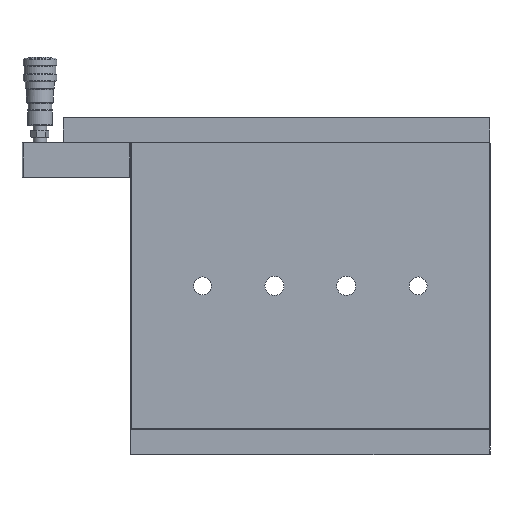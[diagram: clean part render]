
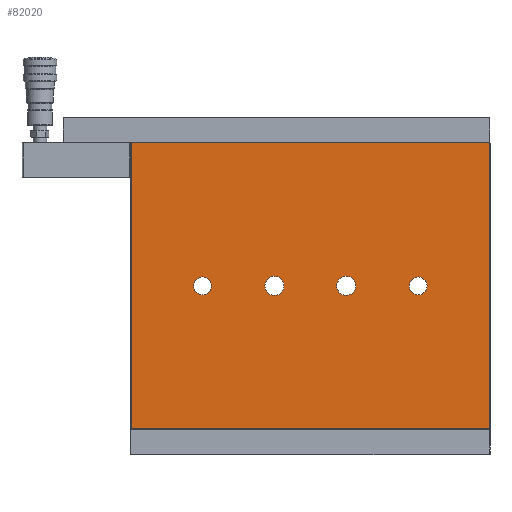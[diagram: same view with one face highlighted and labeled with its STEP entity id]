
A CAD part, front view. The second image highlights one B-rep face of the part: STEP entity #82020.
In plain terms, the highlighted planar face has unit normal (0, -1, 0).
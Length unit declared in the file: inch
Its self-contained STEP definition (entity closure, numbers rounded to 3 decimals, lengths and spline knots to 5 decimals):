
#141 = CARTESIAN_POINT ( 'NONE',  ( 4.97, 0., 3.98 ) ) ;
#522 = VERTEX_POINT ( 'NONE', #80926 ) ;
#589 = VERTEX_POINT ( 'NONE', #27893 ) ;
#1077 = CARTESIAN_POINT ( 'NONE',  ( -1., 0., 0. ) ) ;
#1397 = CARTESIAN_POINT ( 'NONE',  ( 1., 0., 0. ) ) ;
#1944 = CIRCLE ( 'NONE', #62756, 0.2656 ) ;
#2056 = EDGE_CURVE ( 'NONE', #38052, #67550, #1944, .T. ) ;
#2632 = EDGE_CURVE ( 'NONE', #56814, #33008, #69019, .T. ) ;
#2745 = AXIS2_PLACEMENT_3D ( 'NONE', #4117, #84896, #72186 ) ;
#2852 = DIRECTION ( 'NONE',  ( 0., 0., 1. ) ) ;
#3323 = ORIENTED_EDGE ( 'NONE', *, *, #64547, .T. ) ;
#3407 = CARTESIAN_POINT ( 'NONE',  ( -4.97, 0., 3.98 ) ) ;
#4117 = CARTESIAN_POINT ( 'NONE',  ( -4.97, 0., -3.97 ) ) ;
#5158 = EDGE_CURVE ( 'NONE', #61845, #49988, #88974, .T. ) ;
#5974 = LINE ( 'NONE', #36768, #67471 ) ;
#6152 = DIRECTION ( 'NONE',  ( 0., 0., 1. ) ) ;
#6197 = ORIENTED_EDGE ( 'NONE', *, *, #23462, .T. ) ;
#6940 = EDGE_CURVE ( 'NONE', #84169, #61845, #71730, .T. ) ;
#7504 = DIRECTION ( 'NONE',  ( 0., 0., 1. ) ) ;
#7519 = DIRECTION ( 'NONE',  ( 0., -1., 0. ) ) ;
#7953 = DIRECTION ( 'NONE',  ( 0., 1., 0. ) ) ;
#8616 = FACE_BOUND ( 'NONE', #23038, .T. ) ;
#8643 = EDGE_LOOP ( 'NONE', ( #62970, #6197 ) ) ;
#10512 = VERTEX_POINT ( 'NONE', #57867 ) ;
#10925 = VERTEX_POINT ( 'NONE', #54000 ) ;
#11055 = FACE_OUTER_BOUND ( 'NONE', #82712, .T. ) ;
#11339 = FACE_BOUND ( 'NONE', #8643, .T. ) ;
#11503 = CIRCLE ( 'NONE', #84441, 0.25 ) ;
#14211 = CARTESIAN_POINT ( 'NONE',  ( 4.97, 0., -3.98 ) ) ;
#14347 = DIRECTION ( 'NONE',  ( 0., -1., 0. ) ) ;
#14688 = DIRECTION ( 'NONE',  ( 0., 1., 0. ) ) ;
#14809 = EDGE_CURVE ( 'NONE', #522, #51274, #80308, .T. ) ;
#16360 = AXIS2_PLACEMENT_3D ( 'NONE', #63550, #75440, #28194 ) ;
#19740 = DIRECTION ( 'NONE',  ( 0., -1., 0. ) ) ;
#21241 = VERTEX_POINT ( 'NONE', #57812 ) ;
#21299 = DIRECTION ( 'NONE',  ( 0., 0., -1. ) ) ;
#23038 = EDGE_LOOP ( 'NONE', ( #77218, #51216 ) ) ;
#23462 = EDGE_CURVE ( 'NONE', #87515, #53473, #11503, .T. ) ;
#23518 = DIRECTION ( 'NONE',  ( -1., 0., 0. ) ) ;
#23605 = EDGE_CURVE ( 'NONE', #67550, #38052, #68926, .T. ) ;
#24633 = ORIENTED_EDGE ( 'NONE', *, *, #74295, .T. ) ;
#25690 = CARTESIAN_POINT ( 'NONE',  ( -3., 0., 0. ) ) ;
#25893 = CARTESIAN_POINT ( 'NONE',  ( -3., 0., -0.25 ) ) ;
#26265 = EDGE_CURVE ( 'NONE', #49988, #56814, #36070, .T. ) ;
#26468 = DIRECTION ( 'NONE',  ( 0., 1., 0. ) ) ;
#27276 = AXIS2_PLACEMENT_3D ( 'NONE', #29951, #55813, #84126 ) ;
#27893 = CARTESIAN_POINT ( 'NONE',  ( -4.97, 0., -3.98 ) ) ;
#28194 = DIRECTION ( 'NONE',  ( 0., 0., 1. ) ) ;
#28929 = EDGE_CURVE ( 'NONE', #33008, #83467, #54989, .T. ) ;
#29613 = VECTOR ( 'NONE', #45627, 39.37008 ) ;
#29951 = CARTESIAN_POINT ( 'NONE',  ( -1., 0., 0. ) ) ;
#31130 = ORIENTED_EDGE ( 'NONE', *, *, #28929, .T. ) ;
#33008 = VERTEX_POINT ( 'NONE', #56636 ) ;
#33493 = DIRECTION ( 'NONE',  ( 0., 0., 1. ) ) ;
#33964 = AXIS2_PLACEMENT_3D ( 'NONE', #25690, #7953, #6152 ) ;
#35102 = CIRCLE ( 'NONE', #33964, 0.25 ) ;
#36070 = CIRCLE ( 'NONE', #85220, 0.01 ) ;
#36672 = DIRECTION ( 'NONE',  ( 0., 1., 0. ) ) ;
#36768 = CARTESIAN_POINT ( 'NONE',  ( 4.97, 0., -3.98 ) ) ;
#37601 = CARTESIAN_POINT ( 'NONE',  ( 4.98, 0., -3.97 ) ) ;
#38052 = VERTEX_POINT ( 'NONE', #82031 ) ;
#39417 = ORIENTED_EDGE ( 'NONE', *, *, #83061, .T. ) ;
#39895 = CARTESIAN_POINT ( 'NONE',  ( -1., 0., 0.2656 ) ) ;
#41806 = EDGE_LOOP ( 'NONE', ( #73518, #64854 ) ) ;
#42255 = CARTESIAN_POINT ( 'NONE',  ( 4.98, 0., 3.97 ) ) ;
#42331 = PLANE ( 'NONE',  #86867 ) ;
#42864 = EDGE_CURVE ( 'NONE', #83467, #10925, #58794, .T. ) ;
#43036 = CARTESIAN_POINT ( 'NONE',  ( 3., 0., 0. ) ) ;
#43525 = DIRECTION ( 'NONE',  ( 1., 0., 0. ) ) ;
#44863 = AXIS2_PLACEMENT_3D ( 'NONE', #66956, #82452, #53535 ) ;
#45627 = DIRECTION ( 'NONE',  ( 0., 0., -1. ) ) ;
#45658 = AXIS2_PLACEMENT_3D ( 'NONE', #71057, #48966, #57859 ) ;
#46305 = CIRCLE ( 'NONE', #57490, 0.2656 ) ;
#47490 = EDGE_CURVE ( 'NONE', #51274, #522, #35102, .T. ) ;
#47918 = ORIENTED_EDGE ( 'NONE', *, *, #50347, .T. ) ;
#48966 = DIRECTION ( 'NONE',  ( 0., 1., 0. ) ) ;
#49988 = VERTEX_POINT ( 'NONE', #42255 ) ;
#50125 = ORIENTED_EDGE ( 'NONE', *, *, #42864, .T. ) ;
#50347 = EDGE_CURVE ( 'NONE', #10512, #21241, #46305, .T. ) ;
#50830 = CIRCLE ( 'NONE', #2745, 0.01 ) ;
#50891 = CIRCLE ( 'NONE', #80221, 0.2656 ) ;
#51216 = ORIENTED_EDGE ( 'NONE', *, *, #47490, .T. ) ;
#51274 = VERTEX_POINT ( 'NONE', #25893 ) ;
#51313 = EDGE_LOOP ( 'NONE', ( #47918, #39417 ) ) ;
#53473 = VERTEX_POINT ( 'NONE', #66867 ) ;
#53535 = DIRECTION ( 'NONE',  ( 0., 0., -1. ) ) ;
#54000 = CARTESIAN_POINT ( 'NONE',  ( -4.98, 0., -3.97 ) ) ;
#54989 = CIRCLE ( 'NONE', #68946, 0.01 ) ;
#55813 = DIRECTION ( 'NONE',  ( 0., 1., 0. ) ) ;
#56636 = CARTESIAN_POINT ( 'NONE',  ( -4.97, 0., 3.98 ) ) ;
#56814 = VERTEX_POINT ( 'NONE', #141 ) ;
#57144 = ORIENTED_EDGE ( 'NONE', *, *, #26265, .T. ) ;
#57490 = AXIS2_PLACEMENT_3D ( 'NONE', #81895, #26468, #33493 ) ;
#57812 = CARTESIAN_POINT ( 'NONE',  ( 1., 0., -0.2656 ) ) ;
#57859 = DIRECTION ( 'NONE',  ( 0., 0., 1. ) ) ;
#57867 = CARTESIAN_POINT ( 'NONE',  ( 1., 0., 0.2656 ) ) ;
#57955 = CIRCLE ( 'NONE', #45658, 0.25 ) ;
#58334 = VECTOR ( 'NONE', #7504, 39.37008 ) ;
#58794 = LINE ( 'NONE', #85574, #29613 ) ;
#59139 = DIRECTION ( 'NONE',  ( 0., 0., -1. ) ) ;
#60320 = ORIENTED_EDGE ( 'NONE', *, *, #6940, .T. ) ;
#60693 = CARTESIAN_POINT ( 'NONE',  ( -4.98, 0., 3.97 ) ) ;
#61813 = ORIENTED_EDGE ( 'NONE', *, *, #2632, .T. ) ;
#61845 = VERTEX_POINT ( 'NONE', #37601 ) ;
#62489 = CARTESIAN_POINT ( 'NONE',  ( -4.97, 0., 3.97 ) ) ;
#62531 = CARTESIAN_POINT ( 'NONE',  ( 4.97, 0., 3.97 ) ) ;
#62756 = AXIS2_PLACEMENT_3D ( 'NONE', #1077, #64755, #2852 ) ;
#62970 = ORIENTED_EDGE ( 'NONE', *, *, #65360, .T. ) ;
#63550 = CARTESIAN_POINT ( 'NONE',  ( -3., 0., 0. ) ) ;
#64547 = EDGE_CURVE ( 'NONE', #10925, #589, #50830, .T. ) ;
#64755 = DIRECTION ( 'NONE',  ( 0., 1., 0. ) ) ;
#64771 = CARTESIAN_POINT ( 'NONE',  ( 3., 0., -0.25 ) ) ;
#64854 = ORIENTED_EDGE ( 'NONE', *, *, #2056, .T. ) ;
#65360 = EDGE_CURVE ( 'NONE', #53473, #87515, #57955, .T. ) ;
#66867 = CARTESIAN_POINT ( 'NONE',  ( 3., 0., 0.25 ) ) ;
#66956 = CARTESIAN_POINT ( 'NONE',  ( 4.97, 0., -3.97 ) ) ;
#67471 = VECTOR ( 'NONE', #43525, 39.37008 ) ;
#67550 = VERTEX_POINT ( 'NONE', #39895 ) ;
#68612 = FACE_BOUND ( 'NONE', #51313, .T. ) ;
#68721 = VECTOR ( 'NONE', #23518, 39.37008 ) ;
#68926 = CIRCLE ( 'NONE', #27276, 0.2656 ) ;
#68946 = AXIS2_PLACEMENT_3D ( 'NONE', #62489, #7519, #59139 ) ;
#69019 = LINE ( 'NONE', #3407, #68721 ) ;
#69770 = FACE_BOUND ( 'NONE', #41806, .T. ) ;
#70183 = DIRECTION ( 'NONE',  ( 0., 0., -1. ) ) ;
#71057 = CARTESIAN_POINT ( 'NONE',  ( 3., 0., 0. ) ) ;
#71203 = ORIENTED_EDGE ( 'NONE', *, *, #5158, .T. ) ;
#71730 = CIRCLE ( 'NONE', #44863, 0.01 ) ;
#72186 = DIRECTION ( 'NONE',  ( 0., 0., -1. ) ) ;
#73518 = ORIENTED_EDGE ( 'NONE', *, *, #23605, .T. ) ;
#74295 = EDGE_CURVE ( 'NONE', #589, #84169, #5974, .T. ) ;
#75440 = DIRECTION ( 'NONE',  ( 0., 1., 0. ) ) ;
#76149 = CARTESIAN_POINT ( 'NONE',  ( 4.98, 0., 3.97 ) ) ;
#76532 = DIRECTION ( 'NONE',  ( 0., 0., 1. ) ) ;
#77218 = ORIENTED_EDGE ( 'NONE', *, *, #14809, .T. ) ;
#80221 = AXIS2_PLACEMENT_3D ( 'NONE', #1397, #36672, #84528 ) ;
#80308 = CIRCLE ( 'NONE', #16360, 0.25 ) ;
#80926 = CARTESIAN_POINT ( 'NONE',  ( -3., 0., 0.25 ) ) ;
#81895 = CARTESIAN_POINT ( 'NONE',  ( 1., 0., 0. ) ) ;
#82020 = ADVANCED_FACE ( 'NONE', ( #11055, #69770, #68612, #8616, #11339 ), #42331, .T. ) ;
#82031 = CARTESIAN_POINT ( 'NONE',  ( -1., 0., -0.2656 ) ) ;
#82452 = DIRECTION ( 'NONE',  ( 0., -1., 0. ) ) ;
#82712 = EDGE_LOOP ( 'NONE', ( #3323, #24633, #60320, #71203, #57144, #61813, #31130, #50125 ) ) ;
#83061 = EDGE_CURVE ( 'NONE', #21241, #10512, #50891, .T. ) ;
#83398 = CARTESIAN_POINT ( 'NONE',  ( 0., 0., 0. ) ) ;
#83467 = VERTEX_POINT ( 'NONE', #60693 ) ;
#84126 = DIRECTION ( 'NONE',  ( 0., 0., 1. ) ) ;
#84169 = VERTEX_POINT ( 'NONE', #14211 ) ;
#84441 = AXIS2_PLACEMENT_3D ( 'NONE', #43036, #14688, #76532 ) ;
#84528 = DIRECTION ( 'NONE',  ( 0., 0., 1. ) ) ;
#84896 = DIRECTION ( 'NONE',  ( 0., -1., 0. ) ) ;
#85220 = AXIS2_PLACEMENT_3D ( 'NONE', #62531, #14347, #21299 ) ;
#85574 = CARTESIAN_POINT ( 'NONE',  ( -4.98, 0., -3.97 ) ) ;
#86867 = AXIS2_PLACEMENT_3D ( 'NONE', #83398, #19740, #70183 ) ;
#87515 = VERTEX_POINT ( 'NONE', #64771 ) ;
#88974 = LINE ( 'NONE', #76149, #58334 ) ;
